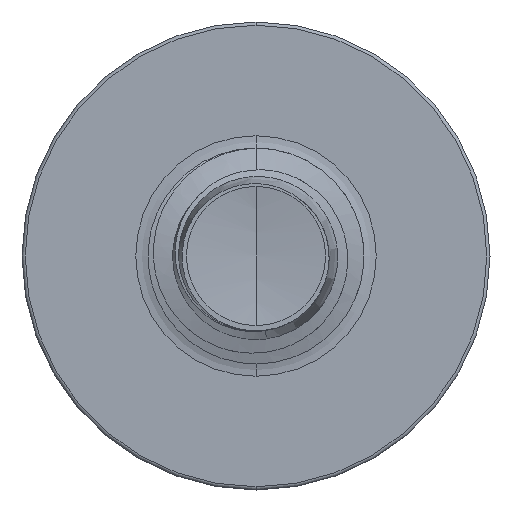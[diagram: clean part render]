
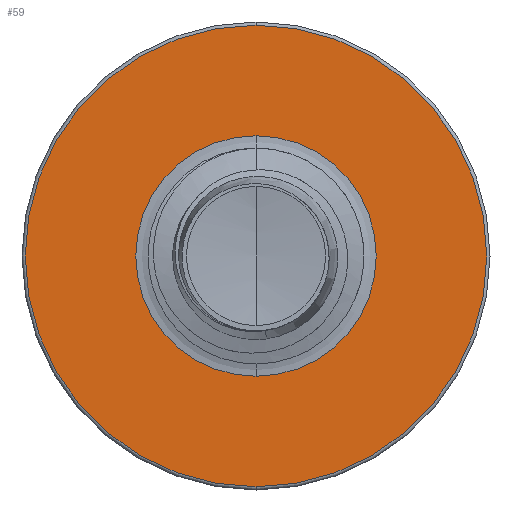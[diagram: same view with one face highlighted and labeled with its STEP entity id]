
A CAD part, front view. The second image highlights one B-rep face of the part: STEP entity #59.
In plain terms, the highlighted planar face has unit normal (0, -1, 0).
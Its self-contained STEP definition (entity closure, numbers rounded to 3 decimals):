
#59 = ADVANCED_FACE ( 'NONE', ( #12863, #8472 ), #3374, .F. ) ;
#1274 = EDGE_CURVE ( 'NONE', #4914, #10554, #12157, .T. ) ;
#1933 = ORIENTED_EDGE ( 'NONE', *, *, #4948, .T. ) ;
#2191 = ORIENTED_EDGE ( 'NONE', *, *, #4158, .F. ) ;
#2206 = AXIS2_PLACEMENT_3D ( 'NONE', #6827, #6769, #5859 ) ;
#2268 = DIRECTION ( 'NONE',  ( 0., 0., 1. ) ) ;
#2475 = DIRECTION ( 'NONE',  ( 0., 1., 0. ) ) ;
#2583 = CARTESIAN_POINT ( 'NONE',  ( 0., 2.5, 0. ) ) ;
#3072 = DIRECTION ( 'NONE',  ( 0., 1., 0. ) ) ;
#3374 = PLANE ( 'NONE',  #7655 ) ;
#3485 = CARTESIAN_POINT ( 'NONE',  ( 0., 2.5, 3.205 ) ) ;
#3923 = CARTESIAN_POINT ( 'NONE',  ( 0., 2.5, 1.67 ) ) ;
#4158 = EDGE_CURVE ( 'NONE', #10900, #6360, #8575, .T. ) ;
#4358 = CARTESIAN_POINT ( 'NONE',  ( 0., 2.5, -1.67 ) ) ;
#4822 = CARTESIAN_POINT ( 'NONE',  ( 0., 2.5, 0. ) ) ;
#4914 = VERTEX_POINT ( 'NONE', #9273 ) ;
#4948 = EDGE_CURVE ( 'NONE', #10554, #4914, #9256, .T. ) ;
#5043 = DIRECTION ( 'NONE',  ( 0., 0., 1. ) ) ;
#5859 = DIRECTION ( 'NONE',  ( 0., 0., 1. ) ) ;
#5971 = DIRECTION ( 'NONE',  ( 0., 0., 1. ) ) ;
#6360 = VERTEX_POINT ( 'NONE', #3485 ) ;
#6769 = DIRECTION ( 'NONE',  ( 0., 1., 0. ) ) ;
#6827 = CARTESIAN_POINT ( 'NONE',  ( 0., 2.5, 0. ) ) ;
#7655 = AXIS2_PLACEMENT_3D ( 'NONE', #4358, #3072, #5043 ) ;
#8255 = AXIS2_PLACEMENT_3D ( 'NONE', #2583, #2475, #2268 ) ;
#8357 = ORIENTED_EDGE ( 'NONE', *, *, #11830, .F. ) ;
#8472 = FACE_BOUND ( 'NONE', #10504, .T. ) ;
#8575 = CIRCLE ( 'NONE', #8255, 3.205 ) ;
#8598 = AXIS2_PLACEMENT_3D ( 'NONE', #8882, #8880, #8862 ) ;
#8862 = DIRECTION ( 'NONE',  ( 0., 0., 1. ) ) ;
#8880 = DIRECTION ( 'NONE',  ( 0., 1., 0. ) ) ;
#8882 = CARTESIAN_POINT ( 'NONE',  ( 0., 2.5, 0. ) ) ;
#9256 = CIRCLE ( 'NONE', #8598, 1.67 ) ;
#9273 = CARTESIAN_POINT ( 'NONE',  ( 0., 2.5, -1.67 ) ) ;
#9580 = AXIS2_PLACEMENT_3D ( 'NONE', #4822, #11406, #5971 ) ;
#10273 = EDGE_LOOP ( 'NONE', ( #8357, #2191 ) ) ;
#10364 = ORIENTED_EDGE ( 'NONE', *, *, #1274, .T. ) ;
#10504 = EDGE_LOOP ( 'NONE', ( #1933, #10364 ) ) ;
#10554 = VERTEX_POINT ( 'NONE', #3923 ) ;
#10900 = VERTEX_POINT ( 'NONE', #12921 ) ;
#11406 = DIRECTION ( 'NONE',  ( 0., 1., 0. ) ) ;
#11830 = EDGE_CURVE ( 'NONE', #6360, #10900, #12085, .T. ) ;
#12085 = CIRCLE ( 'NONE', #9580, 3.205 ) ;
#12157 = CIRCLE ( 'NONE', #2206, 1.67 ) ;
#12863 = FACE_OUTER_BOUND ( 'NONE', #10273, .T. ) ;
#12921 = CARTESIAN_POINT ( 'NONE',  ( 0., 2.5, -3.205 ) ) ;
